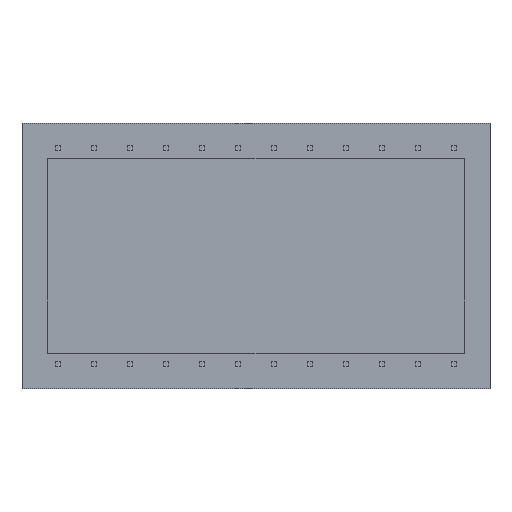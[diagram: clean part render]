
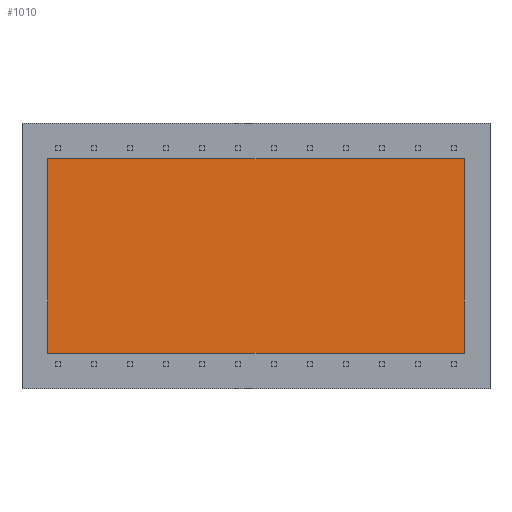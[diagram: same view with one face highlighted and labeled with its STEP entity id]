
A CAD part, top view. The second image highlights one B-rep face of the part: STEP entity #1010.
In plain terms, the highlighted planar face has unit normal (0, 0, 1).
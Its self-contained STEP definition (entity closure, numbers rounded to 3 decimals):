
#1010=ADVANCED_FACE('',(#1272),#1141,.F.);
#1141=PLANE('',#3327);
#1272=FACE_OUTER_BOUND('',#1402,.T.);
#1402=EDGE_LOOP('',(#1861,#1862,#1863,#1864));
#1861=ORIENTED_EDGE('',*,*,#2533,.T.);
#1862=ORIENTED_EDGE('',*,*,#2530,.T.);
#1863=ORIENTED_EDGE('',*,*,#2534,.T.);
#1864=ORIENTED_EDGE('',*,*,#2535,.T.);
#2242=VERTEX_POINT('',#4436);
#2243=VERTEX_POINT('',#4438);
#2245=VERTEX_POINT('',#4444);
#2246=VERTEX_POINT('',#4446);
#2530=EDGE_CURVE('',#2243,#2242,#2842,.T.);
#2533=EDGE_CURVE('',#2245,#2243,#2845,.T.);
#2534=EDGE_CURVE('',#2242,#2246,#2846,.T.);
#2535=EDGE_CURVE('',#2246,#2245,#2847,.T.);
#2842=LINE('',#4437,#3154);
#2845=LINE('',#4443,#3157);
#2846=LINE('',#4445,#3158);
#2847=LINE('',#4447,#3159);
#3154=VECTOR('',#3800,1.);
#3157=VECTOR('',#3805,1.);
#3158=VECTOR('',#3806,1.);
#3159=VECTOR('',#3807,1.);
#3327=AXIS2_PLACEMENT_3D('',#4448,#3808,#3809);
#3800=DIRECTION('',(1.,0.,0.));
#3805=DIRECTION('',(0.,-1.,0.));
#3806=DIRECTION('',(0.,1.,0.));
#3807=DIRECTION('',(-1.,0.,0.));
#3808=DIRECTION('',(0.,0.,-1.));
#3809=DIRECTION('',(1.,0.,0.));
#4436=CARTESIAN_POINT('',(31.2,2.5,4.4));
#4437=CARTESIAN_POINT('',(1.8,2.5,4.4));
#4438=CARTESIAN_POINT('',(1.8,2.5,4.4));
#4443=CARTESIAN_POINT('',(1.8,16.2,4.4));
#4444=CARTESIAN_POINT('',(1.8,16.2,4.4));
#4445=CARTESIAN_POINT('',(31.2,2.5,4.4));
#4446=CARTESIAN_POINT('',(31.2,16.2,4.4));
#4447=CARTESIAN_POINT('',(31.2,16.2,4.4));
#4448=CARTESIAN_POINT('',(0.33,16.885,4.4));
